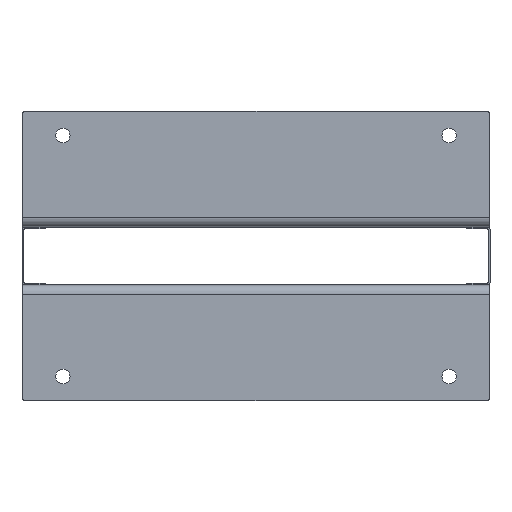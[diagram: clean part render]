
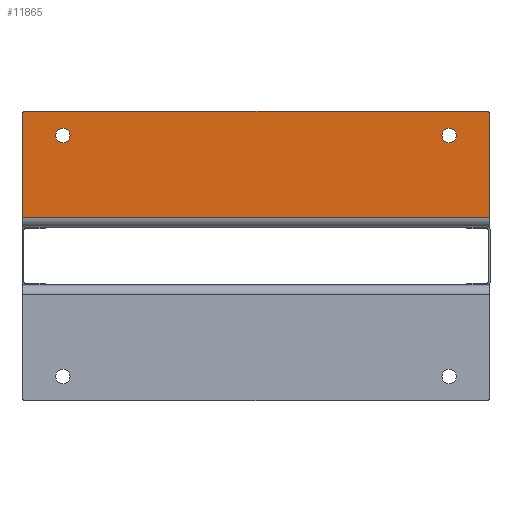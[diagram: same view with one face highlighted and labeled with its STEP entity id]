
A CAD part, front view. The second image highlights one B-rep face of the part: STEP entity #11865.
In plain terms, the highlighted planar face has unit normal (0, -1, 0).
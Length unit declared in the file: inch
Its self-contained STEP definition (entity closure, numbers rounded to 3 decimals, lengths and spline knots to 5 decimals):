
#199 = DIRECTION ( 'NONE',  ( 0., 0., 1. ) ) ;
#277 = ORIENTED_EDGE ( 'NONE', *, *, #18439, .T. ) ;
#630 = CARTESIAN_POINT ( 'NONE',  ( -12.13484, 0., 0.51181 ) ) ;
#753 = DIRECTION ( 'NONE',  ( 0., 0., -1. ) ) ;
#786 = CARTESIAN_POINT ( 'NONE',  ( 12.13484, 0., 0.51181 ) ) ;
#804 = ORIENTED_EDGE ( 'NONE', *, *, #21193, .T. ) ;
#889 = CARTESIAN_POINT ( 'NONE',  ( 11.93799, 0., 6. ) ) ;
#1098 = AXIS2_PLACEMENT_3D ( 'NONE', #12018, #1295, #5070 ) ;
#1295 = DIRECTION ( 'NONE',  ( 0., 1., 0. ) ) ;
#1742 = DIRECTION ( 'NONE',  ( 0., 1., 0. ) ) ;
#1983 = VECTOR ( 'NONE', #753, 39.37008 ) ;
#2680 = LINE ( 'NONE', #786, #5451 ) ;
#3036 = DIRECTION ( 'NONE',  ( 0., 0., 1. ) ) ;
#3386 = DIRECTION ( 'NONE',  ( 0., 1., 0. ) ) ;
#3700 = VERTEX_POINT ( 'NONE', #10804 ) ;
#4109 = CIRCLE ( 'NONE', #1098, 0.19685 ) ;
#4599 = VERTEX_POINT ( 'NONE', #6761 ) ;
#4817 = DIRECTION ( 'NONE',  ( 0., 0., 1. ) ) ;
#4960 = CIRCLE ( 'NONE', #19642, 0.375 ) ;
#5003 = VERTEX_POINT ( 'NONE', #19880 ) ;
#5070 = DIRECTION ( 'NONE',  ( 0., 0., -1. ) ) ;
#5451 = VECTOR ( 'NONE', #9628, 39.37008 ) ;
#5531 = DIRECTION ( 'NONE',  ( 0., 1., 0. ) ) ;
#5926 = VERTEX_POINT ( 'NONE', #15106 ) ;
#6069 = FACE_BOUND ( 'NONE', #8874, .T. ) ;
#6270 = VERTEX_POINT ( 'NONE', #11070 ) ;
#6633 = VECTOR ( 'NONE', #8786, 39.37008 ) ;
#6705 = CARTESIAN_POINT ( 'NONE',  ( 11.93799, 0., 5.80315 ) ) ;
#6761 = CARTESIAN_POINT ( 'NONE',  ( -12.13484, 0., 0.51181 ) ) ;
#7029 = LINE ( 'NONE', #10560, #6633 ) ;
#7602 = CARTESIAN_POINT ( 'NONE',  ( 12.13484, 0., 0. ) ) ;
#7666 = CARTESIAN_POINT ( 'NONE',  ( 10.01673, 0., 5.125 ) ) ;
#7950 = DIRECTION ( 'NONE',  ( 0., -1., 0. ) ) ;
#8188 = ORIENTED_EDGE ( 'NONE', *, *, #11459, .T. ) ;
#8189 = EDGE_CURVE ( 'NONE', #5003, #17225, #7029, .T. ) ;
#8399 = CARTESIAN_POINT ( 'NONE',  ( 10.01673, 0., 4.375 ) ) ;
#8552 = VECTOR ( 'NONE', #10490, 39.37008 ) ;
#8786 = DIRECTION ( 'NONE',  ( 0., 0., -1. ) ) ;
#8874 = EDGE_LOOP ( 'NONE', ( #10834, #277 ) ) ;
#9570 = ORIENTED_EDGE ( 'NONE', *, *, #13217, .F. ) ;
#9628 = DIRECTION ( 'NONE',  ( 1., 0., 0. ) ) ;
#9811 = CIRCLE ( 'NONE', #15844, 0.375 ) ;
#10249 = CARTESIAN_POINT ( 'NONE',  ( 12.13484, 0., 6. ) ) ;
#10490 = DIRECTION ( 'NONE',  ( 1., 0., 0. ) ) ;
#10560 = CARTESIAN_POINT ( 'NONE',  ( 12.13484, 0., 0.19685 ) ) ;
#10752 = AXIS2_PLACEMENT_3D ( 'NONE', #6705, #20952, #4817 ) ;
#10774 = AXIS2_PLACEMENT_3D ( 'NONE', #7602, #7950, #14790 ) ;
#10804 = CARTESIAN_POINT ( 'NONE',  ( -12.13484, 0., 5.80315 ) ) ;
#10834 = ORIENTED_EDGE ( 'NONE', *, *, #23105, .T. ) ;
#10847 = VERTEX_POINT ( 'NONE', #7666 ) ;
#10874 = EDGE_LOOP ( 'NONE', ( #12797, #8188, #13116, #22162, #9570, #15092 ) ) ;
#11070 = CARTESIAN_POINT ( 'NONE',  ( -11.93799, 0., 6. ) ) ;
#11106 = EDGE_CURVE ( 'NONE', #3700, #6270, #4109, .T. ) ;
#11259 = FACE_OUTER_BOUND ( 'NONE', #10874, .T. ) ;
#11459 = EDGE_CURVE ( 'NONE', #4599, #17225, #2680, .T. ) ;
#11477 = CIRCLE ( 'NONE', #17496, 0.375 ) ;
#11865 = ADVANCED_FACE ( 'NONE', ( #11259, #13138, #6069 ), #20086, .T. ) ;
#12018 = CARTESIAN_POINT ( 'NONE',  ( -11.93799, 0., 5.80315 ) ) ;
#12395 = EDGE_LOOP ( 'NONE', ( #804, #15206 ) ) ;
#12725 = DIRECTION ( 'NONE',  ( 0., 0., 1. ) ) ;
#12797 = ORIENTED_EDGE ( 'NONE', *, *, #23312, .T. ) ;
#12918 = DIRECTION ( 'NONE',  ( 0., 0., 1. ) ) ;
#13116 = ORIENTED_EDGE ( 'NONE', *, *, #8189, .F. ) ;
#13138 = FACE_BOUND ( 'NONE', #12395, .T. ) ;
#13217 = EDGE_CURVE ( 'NONE', #6270, #19869, #15552, .T. ) ;
#14790 = DIRECTION ( 'NONE',  ( 0., 0., -1. ) ) ;
#14895 = CARTESIAN_POINT ( 'NONE',  ( -10.01673, 0., 5.125 ) ) ;
#15092 = ORIENTED_EDGE ( 'NONE', *, *, #11106, .F. ) ;
#15106 = CARTESIAN_POINT ( 'NONE',  ( -10.01673, 0., 4.375 ) ) ;
#15206 = ORIENTED_EDGE ( 'NONE', *, *, #16209, .T. ) ;
#15552 = LINE ( 'NONE', #10249, #8552 ) ;
#15844 = AXIS2_PLACEMENT_3D ( 'NONE', #20101, #1742, #199 ) ;
#16209 = EDGE_CURVE ( 'NONE', #16955, #10847, #9811, .T. ) ;
#16331 = CIRCLE ( 'NONE', #21958, 0.375 ) ;
#16583 = DIRECTION ( 'NONE',  ( 0., 1., 0. ) ) ;
#16829 = VERTEX_POINT ( 'NONE', #14895 ) ;
#16908 = LINE ( 'NONE', #630, #1983 ) ;
#16955 = VERTEX_POINT ( 'NONE', #8399 ) ;
#17225 = VERTEX_POINT ( 'NONE', #17961 ) ;
#17496 = AXIS2_PLACEMENT_3D ( 'NONE', #19794, #5531, #12725 ) ;
#17961 = CARTESIAN_POINT ( 'NONE',  ( 12.13484, 0., 0.51181 ) ) ;
#18439 = EDGE_CURVE ( 'NONE', #5926, #16829, #16331, .T. ) ;
#18692 = CARTESIAN_POINT ( 'NONE',  ( -10.01673, 0., 4.75 ) ) ;
#19642 = AXIS2_PLACEMENT_3D ( 'NONE', #18692, #16583, #12918 ) ;
#19794 = CARTESIAN_POINT ( 'NONE',  ( 10.01673, 0., 4.75 ) ) ;
#19869 = VERTEX_POINT ( 'NONE', #889 ) ;
#19880 = CARTESIAN_POINT ( 'NONE',  ( 12.13484, 0., 5.80315 ) ) ;
#20086 = PLANE ( 'NONE',  #10774 ) ;
#20101 = CARTESIAN_POINT ( 'NONE',  ( 10.01673, 0., 4.75 ) ) ;
#20903 = CIRCLE ( 'NONE', #10752, 0.19685 ) ;
#20952 = DIRECTION ( 'NONE',  ( 0., 1., 0. ) ) ;
#21166 = CARTESIAN_POINT ( 'NONE',  ( -10.01673, 0., 4.75 ) ) ;
#21193 = EDGE_CURVE ( 'NONE', #10847, #16955, #11477, .T. ) ;
#21958 = AXIS2_PLACEMENT_3D ( 'NONE', #21166, #3386, #3036 ) ;
#22162 = ORIENTED_EDGE ( 'NONE', *, *, #22851, .F. ) ;
#22851 = EDGE_CURVE ( 'NONE', #19869, #5003, #20903, .T. ) ;
#23105 = EDGE_CURVE ( 'NONE', #16829, #5926, #4960, .T. ) ;
#23312 = EDGE_CURVE ( 'NONE', #3700, #4599, #16908, .T. ) ;
